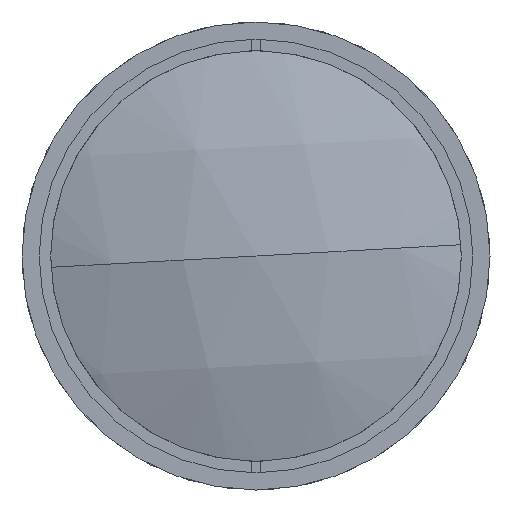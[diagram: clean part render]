
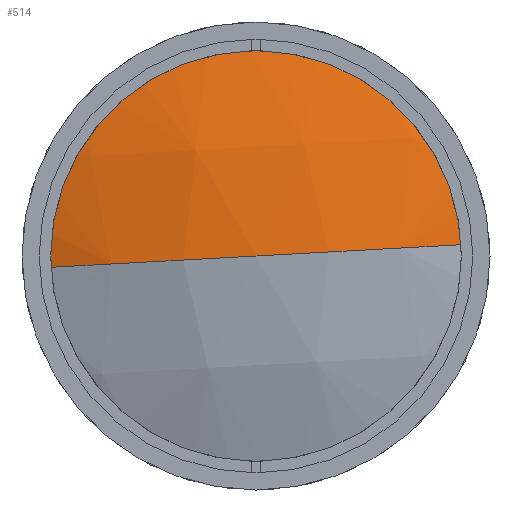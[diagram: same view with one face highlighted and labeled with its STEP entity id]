
A CAD part, left-side view. The second image highlights one B-rep face of the part: STEP entity #514.
In plain terms, the highlighted spherical face has radius 65.687 mm.
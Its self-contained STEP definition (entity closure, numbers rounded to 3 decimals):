
#62 = AXIS2_PLACEMENT_3D ( 'NONE', #571, #1652, #1206 ) ;
#126 = AXIS2_PLACEMENT_3D ( 'NONE', #1496, #718, #1464 ) ;
#215 = SPHERICAL_SURFACE ( 'NONE', #62, 65.687 ) ;
#244 = CIRCLE ( 'NONE', #2357, 65.687 ) ;
#405 = ORIENTED_EDGE ( 'NONE', *, *, #698, .T. ) ;
#417 = AXIS2_PLACEMENT_3D ( 'NONE', #2057, #689, #1126 ) ;
#446 = CARTESIAN_POINT ( 'NONE',  ( 6.974, 22.466, -1.236 ) ) ;
#514 = ADVANCED_FACE ( 'NONE', ( #646 ), #215, .T. ) ;
#515 = ORIENTED_EDGE ( 'NONE', *, *, #993, .F. ) ;
#571 = CARTESIAN_POINT ( 'NONE',  ( 68.687, 0., 0. ) ) ;
#646 = FACE_OUTER_BOUND ( 'NONE', #1680, .T. ) ;
#689 = DIRECTION ( 'NONE',  ( 0., 0.055, 0.998 ) ) ;
#698 = EDGE_CURVE ( 'NONE', #2379, #1453, #2118, .T. ) ;
#718 = DIRECTION ( 'NONE',  ( -1., 0., 0. ) ) ;
#993 = EDGE_CURVE ( 'NONE', #2379, #1329, #244, .T. ) ;
#1126 = DIRECTION ( 'NONE',  ( 0., -0.998, 0.055 ) ) ;
#1130 = DIRECTION ( 'NONE',  ( 0., -0.055, -0.998 ) ) ;
#1206 = DIRECTION ( 'NONE',  ( 0., -0.998, 0.055 ) ) ;
#1268 = EDGE_CURVE ( 'NONE', #1453, #1329, #1661, .T. ) ;
#1329 = VERTEX_POINT ( 'NONE', #1620 ) ;
#1453 = VERTEX_POINT ( 'NONE', #446 ) ;
#1464 = DIRECTION ( 'NONE',  ( 0., 0.055, 0.998 ) ) ;
#1496 = CARTESIAN_POINT ( 'NONE',  ( 6.974, 0., 0. ) ) ;
#1620 = CARTESIAN_POINT ( 'NONE',  ( 3., 0., 0. ) ) ;
#1652 = DIRECTION ( 'NONE',  ( 0., 0.055, 0.998 ) ) ;
#1661 = CIRCLE ( 'NONE', #417, 65.687 ) ;
#1680 = EDGE_LOOP ( 'NONE', ( #405, #1885, #515 ) ) ;
#1844 = DIRECTION ( 'NONE',  ( 0., 0.998, -0.055 ) ) ;
#1885 = ORIENTED_EDGE ( 'NONE', *, *, #1268, .T. ) ;
#2057 = CARTESIAN_POINT ( 'NONE',  ( 68.687, 0., 0. ) ) ;
#2113 = CARTESIAN_POINT ( 'NONE',  ( 6.974, -22.466, 1.236 ) ) ;
#2118 = CIRCLE ( 'NONE', #126, 22.5 ) ;
#2172 = CARTESIAN_POINT ( 'NONE',  ( 68.687, 0., 0. ) ) ;
#2357 = AXIS2_PLACEMENT_3D ( 'NONE', #2172, #1130, #1844 ) ;
#2379 = VERTEX_POINT ( 'NONE', #2113 ) ;
